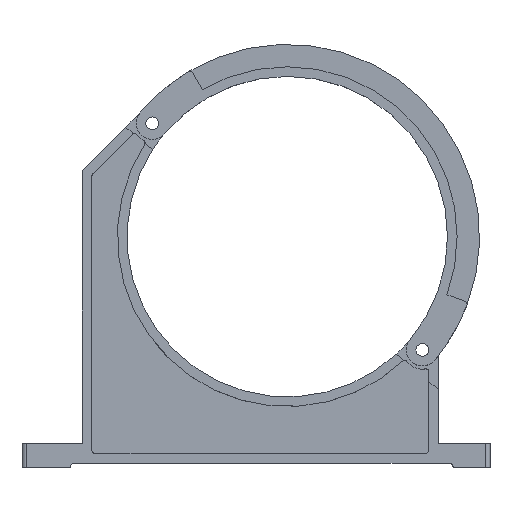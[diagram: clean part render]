
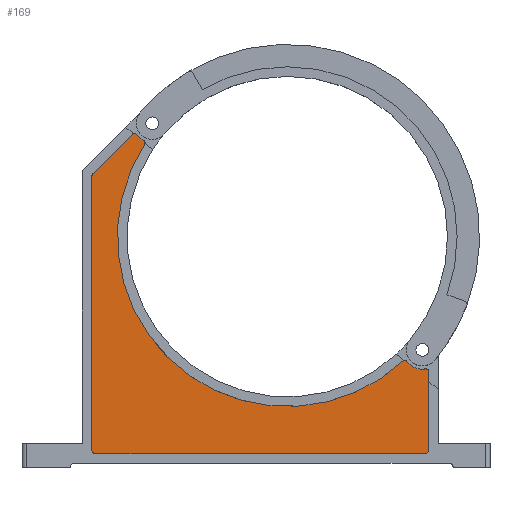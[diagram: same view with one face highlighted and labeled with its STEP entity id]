
A CAD part, top view. The second image highlights one B-rep face of the part: STEP entity #169.
In plain terms, the highlighted planar face has unit normal (0, 0, 1).
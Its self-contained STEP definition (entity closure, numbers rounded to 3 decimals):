
#169 = ADVANCED_FACE( '', ( #418 ), #419, .T. );
#418 = FACE_OUTER_BOUND( '', #752, .T. );
#419 = PLANE( '', #753 );
#752 = EDGE_LOOP( '', ( #1210, #1211, #1212, #1213, #1214, #1215, #1216, #1217, #1218, #1219, #1220, #1221, #1222, #1223 ) );
#753 = AXIS2_PLACEMENT_3D( '', #1224, #1225, #1226 );
#1210 = ORIENTED_EDGE( '', *, *, #2154, .T. );
#1211 = ORIENTED_EDGE( '', *, *, #2155, .T. );
#1212 = ORIENTED_EDGE( '', *, *, #2104, .T. );
#1213 = ORIENTED_EDGE( '', *, *, #2156, .T. );
#1214 = ORIENTED_EDGE( '', *, *, #2157, .T. );
#1215 = ORIENTED_EDGE( '', *, *, #2057, .T. );
#1216 = ORIENTED_EDGE( '', *, *, #2158, .F. );
#1217 = ORIENTED_EDGE( '', *, *, #2072, .T. );
#1218 = ORIENTED_EDGE( '', *, *, #2159, .F. );
#1219 = ORIENTED_EDGE( '', *, *, #2147, .T. );
#1220 = ORIENTED_EDGE( '', *, *, #2160, .F. );
#1221 = ORIENTED_EDGE( '', *, *, #2161, .T. );
#1222 = ORIENTED_EDGE( '', *, *, #2162, .T. );
#1223 = ORIENTED_EDGE( '', *, *, #2163, .T. );
#1224 = CARTESIAN_POINT( '', ( -238.85, -266., 5. ) );
#1225 = DIRECTION( '', ( 0., 0., 1. ) );
#1226 = DIRECTION( '', ( 1., 0., 0. ) );
#2057 = EDGE_CURVE( '', #2482, #2480, #2483, .T. );
#2072 = EDGE_CURVE( '', #2508, #2506, #2509, .T. );
#2104 = EDGE_CURVE( '', #2567, #2565, #2568, .T. );
#2147 = EDGE_CURVE( '', #2641, #2639, #2642, .T. );
#2154 = EDGE_CURVE( '', #2652, #2653, #2654, .T. );
#2155 = EDGE_CURVE( '', #2653, #2567, #2655, .T. );
#2156 = EDGE_CURVE( '', #2565, #2656, #2657, .T. );
#2157 = EDGE_CURVE( '', #2656, #2482, #2658, .T. );
#2158 = EDGE_CURVE( '', #2508, #2480, #2659, .T. );
#2159 = EDGE_CURVE( '', #2641, #2506, #2660, .T. );
#2160 = EDGE_CURVE( '', #2661, #2639, #2662, .T. );
#2161 = EDGE_CURVE( '', #2661, #2663, #2664, .T. );
#2162 = EDGE_CURVE( '', #2663, #2665, #2666, .T. );
#2163 = EDGE_CURVE( '', #2665, #2652, #2667, .T. );
#2480 = VERTEX_POINT( '', #3092 );
#2482 = VERTEX_POINT( '', #3095 );
#2483 = CIRCLE( '', #3096, 3.333 );
#2506 = VERTEX_POINT( '', #3123 );
#2508 = VERTEX_POINT( '', #3126 );
#2509 = CIRCLE( '', #3127, 3.333 );
#2565 = VERTEX_POINT( '', #3192 );
#2567 = VERTEX_POINT( '', #3195 );
#2568 = LINE( '', #3196, #3197 );
#2639 = VERTEX_POINT( '', #3290 );
#2641 = VERTEX_POINT( '', #3293 );
#2642 = CIRCLE( '', #3294, 3.333 );
#2652 = VERTEX_POINT( '', #3305 );
#2653 = VERTEX_POINT( '', #3306 );
#2654 = LINE( '', #3307, #3308 );
#2655 = CIRCLE( '', #3309, 5. );
#2656 = VERTEX_POINT( '', #3310 );
#2657 = CIRCLE( '', #3311, 5. );
#2658 = LINE( '', #3312, #3313 );
#2659 = CIRCLE( '', #3314, 24. );
#2660 = CIRCLE( '', #3315, 212. );
#2661 = VERTEX_POINT( '', #3316 );
#2662 = CIRCLE( '', #3317, 24. );
#2663 = VERTEX_POINT( '', #3318 );
#2664 = CIRCLE( '', #3319, 3.333 );
#2665 = VERTEX_POINT( '', #3320 );
#2666 = LINE( '', #3321, #3322 );
#2667 = CIRCLE( '', #3323, 5. );
#3092 = CARTESIAN_POINT( '', ( 172.627, -165.061, 5. ) );
#3095 = CARTESIAN_POINT( '', ( 176.53, -168.345, 5. ) );
#3096 = AXIS2_PLACEMENT_3D( '', #3820, #3821, #3822 );
#3123 = CARTESIAN_POINT( '', ( 144.329, -155.284, 5. ) );
#3126 = CARTESIAN_POINT( '', ( 149.273, -155.737, 5. ) );
#3127 = AXIS2_PLACEMENT_3D( '', #3846, #3847, #3848 );
#3192 = CARTESIAN_POINT( '', ( 171.53, -271., 5. ) );
#3195 = CARTESIAN_POINT( '', ( -238.85, -271., 5. ) );
#3196 = CARTESIAN_POINT( '', ( -238.85, -271., 5. ) );
#3197 = VECTOR( '', #3910, 1000. );
#3290 = CARTESIAN_POINT( '', ( -179.292, 119.961, 5. ) );
#3293 = CARTESIAN_POINT( '', ( -177.988, 115.171, 5. ) );
#3294 = AXIS2_PLACEMENT_3D( '', #3973, #3974, #3975 );
#3305 = CARTESIAN_POINT( '', ( -243.85, 75.336, 5. ) );
#3306 = CARTESIAN_POINT( '', ( -243.85, -266., 5. ) );
#3307 = CARTESIAN_POINT( '', ( -243.85, 75.336, 5. ) );
#3308 = VECTOR( '', #3986, 1000. );
#3309 = AXIS2_PLACEMENT_3D( '', #3987, #3988, #3989 );
#3310 = CARTESIAN_POINT( '', ( 176.53, -266., 5. ) );
#3311 = AXIS2_PLACEMENT_3D( '', #3990, #3991, #3992 );
#3312 = CARTESIAN_POINT( '', ( 176.53, -266., 5. ) );
#3313 = VECTOR( '', #3993, 1000. );
#3314 = AXIS2_PLACEMENT_3D( '', #3994, #3995, #3996 );
#3315 = AXIS2_PLACEMENT_3D( '', #3997, #3998, #3999 );
#3316 = CARTESIAN_POINT( '', ( -188.149, 127.589, 5. ) );
#3317 = AXIS2_PLACEMENT_3D( '', #4000, #4001, #4002 );
#3318 = CARTESIAN_POINT( '', ( -193.23, 128.026, 5. ) );
#3319 = AXIS2_PLACEMENT_3D( '', #4003, #4004, #4005 );
#3320 = CARTESIAN_POINT( '', ( -242.386, 78.871, 5. ) );
#3321 = CARTESIAN_POINT( '', ( -193.23, 128.026, 5. ) );
#3322 = VECTOR( '', #4006, 1000. );
#3323 = AXIS2_PLACEMENT_3D( '', #4007, #4008, #4009 );
#3820 = CARTESIAN_POINT( '', ( 173.196, -168.345, 5. ) );
#3821 = DIRECTION( '', ( 0., 0., 1. ) );
#3822 = DIRECTION( '', ( 1., 0., 0. ) );
#3846 = CARTESIAN_POINT( '', ( 146.598, -157.726, 5. ) );
#3847 = DIRECTION( '', ( 0., 0., 1. ) );
#3848 = DIRECTION( '', ( 1., 0., 0. ) );
#3910 = DIRECTION( '', ( 1., 0., 0. ) );
#3973 = CARTESIAN_POINT( '', ( -180.786, 116.982, 5. ) );
#3974 = DIRECTION( '', ( 0., 0., 1. ) );
#3975 = DIRECTION( '', ( 1., 0., 0. ) );
#3986 = DIRECTION( '', ( 0., -1., 0. ) );
#3987 = CARTESIAN_POINT( '', ( -238.85, -266., 5. ) );
#3988 = DIRECTION( '', ( 0., 0., 1. ) );
#3989 = DIRECTION( '', ( 1., 0., 0. ) );
#3990 = CARTESIAN_POINT( '', ( 171.53, -266., 5. ) );
#3991 = DIRECTION( '', ( 0., 0., 1. ) );
#3992 = DIRECTION( '', ( 1., 0., 0. ) );
#3993 = DIRECTION( '', ( 0., 1., 0. ) );
#3994 = CARTESIAN_POINT( '', ( 168.53, -141.413, 5. ) );
#3995 = DIRECTION( '', ( 0., 0., 1. ) );
#3996 = DIRECTION( '', ( 1., 0., 0. ) );
#3997 = CARTESIAN_POINT( '', ( 0., 0., 5. ) );
#3998 = DIRECTION( '', ( 0., 0., 1. ) );
#3999 = DIRECTION( '', ( 1., 0., 0. ) );
#4000 = CARTESIAN_POINT( '', ( -168.53, 141.413, 5. ) );
#4001 = DIRECTION( '', ( 0., 0., 1. ) );
#4002 = DIRECTION( '', ( 1., 0., 0. ) );
#4003 = CARTESIAN_POINT( '', ( -190.873, 125.669, 5. ) );
#4004 = DIRECTION( '', ( 0., 0., 1. ) );
#4005 = DIRECTION( '', ( 1., 0., 0. ) );
#4006 = DIRECTION( '', ( -0.707, -0.707, 0. ) );
#4007 = CARTESIAN_POINT( '', ( -238.85, 75.336, 5. ) );
#4008 = DIRECTION( '', ( 0., 0., 1. ) );
#4009 = DIRECTION( '', ( 1., 0., 0. ) );
